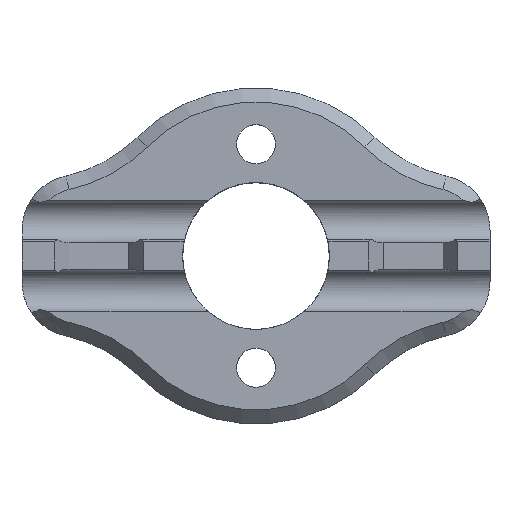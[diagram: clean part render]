
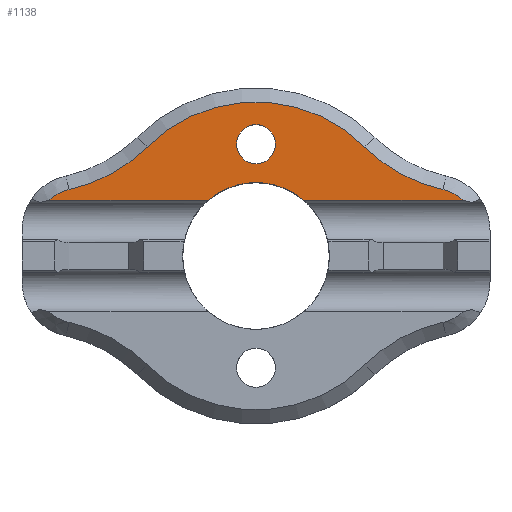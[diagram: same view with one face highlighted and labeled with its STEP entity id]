
A CAD part, top view. The second image highlights one B-rep face of the part: STEP entity #1138.
In plain terms, the highlighted planar face has unit normal (0, 0, 1).
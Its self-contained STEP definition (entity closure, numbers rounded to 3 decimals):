
#32=FACE_BOUND('',#185,.T.);
#39=PLANE('',#1248);
#117=FACE_OUTER_BOUND('',#184,.T.);
#184=EDGE_LOOP('',(#834,#835,#836,#837,#838,#839,#840,#841));
#185=EDGE_LOOP('',(#842));
#254=LINE('',#1891,#343);
#256=LINE('',#1897,#345);
#343=VECTOR('',#1446,10.);
#345=VECTOR('',#1452,10.);
#417=CIRCLE('',#1204,1.4);
#432=CIRCLE('',#1232,3.);
#434=CIRCLE('',#1235,11.25);
#436=CIRCLE('',#1238,11.024);
#438=CIRCLE('',#1241,11.25);
#441=CIRCLE('',#1245,3.);
#442=CIRCLE('',#1249,5.25);
#471=VERTEX_POINT('',#1705);
#499=VERTEX_POINT('',#1838);
#500=VERTEX_POINT('',#1842);
#503=VERTEX_POINT('',#1856);
#505=VERTEX_POINT('',#1862);
#507=VERTEX_POINT('',#1868);
#511=VERTEX_POINT('',#1884);
#512=VERTEX_POINT('',#1890);
#514=VERTEX_POINT('',#1896);
#582=EDGE_CURVE('',#471,#471,#417,.T.);
#618=EDGE_CURVE('',#499,#500,#432,.T.);
#622=EDGE_CURVE('',#500,#503,#434,.T.);
#625=EDGE_CURVE('',#503,#505,#436,.T.);
#628=EDGE_CURVE('',#505,#507,#438,.T.);
#633=EDGE_CURVE('',#507,#511,#441,.T.);
#635=EDGE_CURVE('',#511,#512,#254,.T.);
#638=EDGE_CURVE('',#514,#499,#256,.T.);
#639=EDGE_CURVE('',#512,#514,#442,.T.);
#834=ORIENTED_EDGE('',*,*,#633,.F.);
#835=ORIENTED_EDGE('',*,*,#628,.F.);
#836=ORIENTED_EDGE('',*,*,#625,.F.);
#837=ORIENTED_EDGE('',*,*,#622,.F.);
#838=ORIENTED_EDGE('',*,*,#618,.F.);
#839=ORIENTED_EDGE('',*,*,#638,.F.);
#840=ORIENTED_EDGE('',*,*,#639,.F.);
#841=ORIENTED_EDGE('',*,*,#635,.F.);
#842=ORIENTED_EDGE('',*,*,#582,.T.);
#1138=ADVANCED_FACE('',(#117,#32),#39,.F.);
#1204=AXIS2_PLACEMENT_3D('',#1707,#1345,#1346);
#1232=AXIS2_PLACEMENT_3D('',#1843,#1412,#1413);
#1235=AXIS2_PLACEMENT_3D('',#1857,#1419,#1420);
#1238=AXIS2_PLACEMENT_3D('',#1863,#1426,#1427);
#1241=AXIS2_PLACEMENT_3D('',#1869,#1433,#1434);
#1245=AXIS2_PLACEMENT_3D('',#1885,#1442,#1443);
#1248=AXIS2_PLACEMENT_3D('',#1895,#1450,#1451);
#1249=AXIS2_PLACEMENT_3D('',#1898,#1453,#1454);
#1345=DIRECTION('center_axis',(0.,0.,-1.));
#1346=DIRECTION('ref_axis',(1.,0.,0.));
#1412=DIRECTION('center_axis',(0.,0.,-1.));
#1413=DIRECTION('ref_axis',(-1.,0.,0.));
#1419=DIRECTION('center_axis',(0.,0.,1.));
#1420=DIRECTION('ref_axis',(0.707,-0.707,0.));
#1426=DIRECTION('center_axis',(0.,0.,-1.));
#1427=DIRECTION('ref_axis',(-0.707,0.707,0.));
#1433=DIRECTION('center_axis',(0.,0.,1.));
#1434=DIRECTION('ref_axis',(-0.211,-0.978,0.));
#1442=DIRECTION('center_axis',(0.,0.,-1.));
#1443=DIRECTION('ref_axis',(0.211,0.978,0.));
#1446=DIRECTION('',(-1.,0.,0.));
#1450=DIRECTION('center_axis',(0.,0.,-1.));
#1451=DIRECTION('ref_axis',(1.,0.,0.));
#1452=DIRECTION('',(-1.,0.,0.));
#1453=DIRECTION('center_axis',(0.,0.,1.));
#1454=DIRECTION('ref_axis',(1.,0.,0.));
#1705=CARTESIAN_POINT('',(-1.4,8.,-4.5));
#1707=CARTESIAN_POINT('Origin',(0.,8.,
-4.5));
#1838=CARTESIAN_POINT('',(-14.828,3.984,-4.5));
#1842=CARTESIAN_POINT('',(-13.382,4.752,-4.5));
#1843=CARTESIAN_POINT('Origin',(-12.75,1.819,-4.5));
#1856=CARTESIAN_POINT('',(-7.795,7.795,-4.5));
#1857=CARTESIAN_POINT('Origin',(-15.75,15.75,-4.5));
#1862=CARTESIAN_POINT('',(7.795,7.795,-4.5));
#1863=CARTESIAN_POINT('Origin',(0.,0.,-4.5));
#1868=CARTESIAN_POINT('',(13.382,4.752,-4.5));
#1869=CARTESIAN_POINT('Origin',(15.75,15.75,-4.5));
#1884=CARTESIAN_POINT('',(14.828,3.984,-4.5));
#1885=CARTESIAN_POINT('Origin',(12.75,1.819,-4.5));
#1890=CARTESIAN_POINT('',(3.42,3.984,-4.5));
#1891=CARTESIAN_POINT('',(15.75,3.984,-4.5));
#1895=CARTESIAN_POINT('Origin',(0.,0.,-4.5));
#1896=CARTESIAN_POINT('',(-3.42,3.984,-4.5));
#1897=CARTESIAN_POINT('',(15.75,3.984,-4.5));
#1898=CARTESIAN_POINT('Origin',(0.,0.,-4.5));
